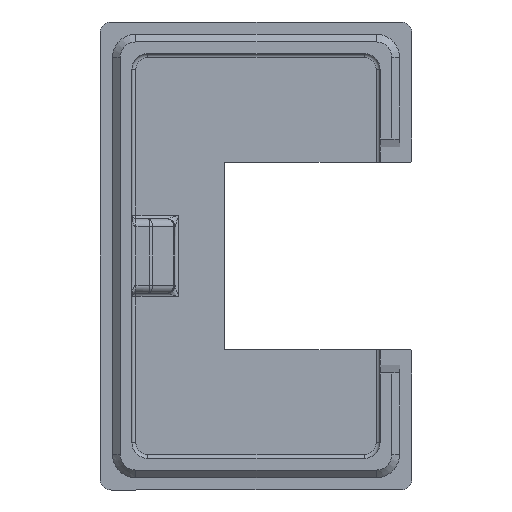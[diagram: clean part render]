
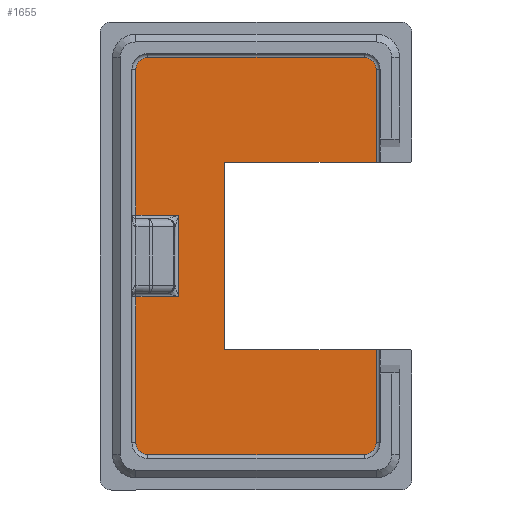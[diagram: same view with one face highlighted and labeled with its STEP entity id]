
A CAD part, left-side view. The second image highlights one B-rep face of the part: STEP entity #1655.
In plain terms, the highlighted planar face has unit normal (-1, 0, 0).
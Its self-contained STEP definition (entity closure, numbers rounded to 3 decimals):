
#32 = VERTEX_POINT ( 'NONE', #656 ) ;
#60 = LINE ( 'NONE', #1631, #2414 ) ;
#126 = CARTESIAN_POINT ( 'NONE',  ( -1., 15.4, 23.95 ) ) ;
#128 = CARTESIAN_POINT ( 'NONE',  ( -1., 13.9, -25.45 ) ) ;
#188 = VECTOR ( 'NONE', #2956, 1000. ) ;
#199 = CIRCLE ( 'NONE', #1033, 1.5 ) ;
#231 = ORIENTED_EDGE ( 'NONE', *, *, #298, .T. ) ;
#278 = DIRECTION ( 'NONE',  ( 0., 0., 1. ) ) ;
#298 = EDGE_CURVE ( 'NONE', #6133, #972, #4371, .T. ) ;
#321 = ORIENTED_EDGE ( 'NONE', *, *, #328, .T. ) ;
#328 = EDGE_CURVE ( 'NONE', #5114, #1404, #3315, .T. ) ;
#454 = CARTESIAN_POINT ( 'NONE',  ( -1., 10.4, 5.25 ) ) ;
#491 = LINE ( 'NONE', #2519, #5639 ) ;
#517 = EDGE_CURVE ( 'NONE', #3931, #4447, #6260, .T. ) ;
#533 = CARTESIAN_POINT ( 'NONE',  ( -1., -15.4, 12. ) ) ;
#540 = LINE ( 'NONE', #3151, #611 ) ;
#551 = ORIENTED_EDGE ( 'NONE', *, *, #517, .F. ) ;
#577 = VECTOR ( 'NONE', #6435, 1000. ) ;
#611 = VECTOR ( 'NONE', #1593, 1000. ) ;
#656 = CARTESIAN_POINT ( 'NONE',  ( -1., 15.4, -23.95 ) ) ;
#664 = ORIENTED_EDGE ( 'NONE', *, *, #3794, .T. ) ;
#691 = CARTESIAN_POINT ( 'NONE',  ( -1., 4., -12. ) ) ;
#709 = VERTEX_POINT ( 'NONE', #1890 ) ;
#741 = VERTEX_POINT ( 'NONE', #2894 ) ;
#897 = EDGE_CURVE ( 'NONE', #3413, #3381, #6016, .T. ) ;
#909 = CARTESIAN_POINT ( 'NONE',  ( -1., -13.9, 23.95 ) ) ;
#929 = CARTESIAN_POINT ( 'NONE',  ( -1., -15.4, 23.95 ) ) ;
#958 = CARTESIAN_POINT ( 'NONE',  ( -1., -13.9, 12. ) ) ;
#972 = VERTEX_POINT ( 'NONE', #6147 ) ;
#1000 = DIRECTION ( 'NONE',  ( -1., 0., 0. ) ) ;
#1004 = ORIENTED_EDGE ( 'NONE', *, *, #5497, .T. ) ;
#1007 = DIRECTION ( 'NONE',  ( 0., 0., -1. ) ) ;
#1016 = DIRECTION ( 'NONE',  ( 0., -1., 0. ) ) ;
#1033 = AXIS2_PLACEMENT_3D ( 'NONE', #6120, #1650, #3117 ) ;
#1063 = DIRECTION ( 'NONE',  ( 0., 0., -1. ) ) ;
#1103 = EDGE_CURVE ( 'NONE', #3381, #1394, #540, .T. ) ;
#1134 = EDGE_CURVE ( 'NONE', #709, #6133, #199, .T. ) ;
#1370 = AXIS2_PLACEMENT_3D ( 'NONE', #2656, #2626, #3243 ) ;
#1373 = DIRECTION ( 'NONE',  ( 0., 0., -1. ) ) ;
#1394 = VERTEX_POINT ( 'NONE', #4024 ) ;
#1403 = AXIS2_PLACEMENT_3D ( 'NONE', #3897, #3303, #4817 ) ;
#1404 = VERTEX_POINT ( 'NONE', #4581 ) ;
#1441 = VERTEX_POINT ( 'NONE', #533 ) ;
#1562 = VECTOR ( 'NONE', #1373, 1000. ) ;
#1593 = DIRECTION ( 'NONE',  ( 0., 1., 0. ) ) ;
#1602 = ORIENTED_EDGE ( 'NONE', *, *, #2240, .T. ) ;
#1631 = CARTESIAN_POINT ( 'NONE',  ( -1., -13.9, 25.45 ) ) ;
#1650 = DIRECTION ( 'NONE',  ( -1., 0., 0. ) ) ;
#1655 = ADVANCED_FACE ( 'NONE', ( #5859 ), #1813, .T. ) ;
#1787 = LINE ( 'NONE', #929, #4284 ) ;
#1813 = PLANE ( 'NONE',  #1403 ) ;
#1885 = AXIS2_PLACEMENT_3D ( 'NONE', #5167, #3768, #5722 ) ;
#1890 = CARTESIAN_POINT ( 'NONE',  ( -1., -13.9, -25.45 ) ) ;
#2003 = LINE ( 'NONE', #958, #5900 ) ;
#2090 = CARTESIAN_POINT ( 'NONE',  ( -1., 13.9, 25.45 ) ) ;
#2130 = EDGE_CURVE ( 'NONE', #741, #3413, #4442, .T. ) ;
#2215 = ORIENTED_EDGE ( 'NONE', *, *, #1134, .T. ) ;
#2217 = DIRECTION ( 'NONE',  ( 0., 0., -1. ) ) ;
#2240 = EDGE_CURVE ( 'NONE', #1394, #32, #5503, .T. ) ;
#2355 = CARTESIAN_POINT ( 'NONE',  ( -1., 9.9, 5.25 ) ) ;
#2414 = VECTOR ( 'NONE', #4628, 1000. ) ;
#2519 = CARTESIAN_POINT ( 'NONE',  ( -1., -13.9, -25.45 ) ) ;
#2626 = DIRECTION ( 'NONE',  ( -1., 0., 0. ) ) ;
#2634 = EDGE_LOOP ( 'NONE', ( #5347, #5320, #321, #1004, #3762, #664, #5030, #5480, #5996, #1602, #3509, #5677, #2215, #231, #3616, #551 ) ) ;
#2656 = CARTESIAN_POINT ( 'NONE',  ( -1., 13.9, -23.95 ) ) ;
#2745 = CARTESIAN_POINT ( 'NONE',  ( -1., 9.9, -5.25 ) ) ;
#2894 = CARTESIAN_POINT ( 'NONE',  ( -1., 15.4, 5.25 ) ) ;
#2956 = DIRECTION ( 'NONE',  ( 0., 0., 1. ) ) ;
#2986 = DIRECTION ( 'NONE',  ( 0., 0., 1. ) ) ;
#3117 = DIRECTION ( 'NONE',  ( 0., 0., 1. ) ) ;
#3151 = CARTESIAN_POINT ( 'NONE',  ( -1., -13.9, -5.25 ) ) ;
#3184 = VECTOR ( 'NONE', #1007, 1000. ) ;
#3186 = EDGE_CURVE ( 'NONE', #1441, #3931, #2003, .T. ) ;
#3243 = DIRECTION ( 'NONE',  ( 0., 0., 1. ) ) ;
#3286 = CARTESIAN_POINT ( 'NONE',  ( -1., 15.4, 23.95 ) ) ;
#3303 = DIRECTION ( 'NONE',  ( -1., 0., 0. ) ) ;
#3315 = CIRCLE ( 'NONE', #6128, 1.5 ) ;
#3381 = VERTEX_POINT ( 'NONE', #2745 ) ;
#3413 = VERTEX_POINT ( 'NONE', #2355 ) ;
#3467 = CARTESIAN_POINT ( 'NONE',  ( -1., -15.4, -23.95 ) ) ;
#3483 = CARTESIAN_POINT ( 'NONE',  ( -1., 15.4, 23.95 ) ) ;
#3509 = ORIENTED_EDGE ( 'NONE', *, *, #4100, .T. ) ;
#3605 = CARTESIAN_POINT ( 'NONE',  ( -1., 4., 12. ) ) ;
#3616 = ORIENTED_EDGE ( 'NONE', *, *, #4137, .F. ) ;
#3643 = VERTEX_POINT ( 'NONE', #126 ) ;
#3715 = VERTEX_POINT ( 'NONE', #2090 ) ;
#3762 = ORIENTED_EDGE ( 'NONE', *, *, #4082, .T. ) ;
#3768 = DIRECTION ( 'NONE',  ( -1., 0., 0. ) ) ;
#3794 = EDGE_CURVE ( 'NONE', #3643, #741, #5283, .T. ) ;
#3854 = VECTOR ( 'NONE', #1063, 1000. ) ;
#3897 = CARTESIAN_POINT ( 'NONE',  ( -1., -13.9, 23.95 ) ) ;
#3931 = VERTEX_POINT ( 'NONE', #3605 ) ;
#4024 = CARTESIAN_POINT ( 'NONE',  ( -1., 15.4, -5.25 ) ) ;
#4082 = EDGE_CURVE ( 'NONE', #3715, #3643, #4691, .T. ) ;
#4100 = EDGE_CURVE ( 'NONE', #32, #5542, #4173, .T. ) ;
#4137 = EDGE_CURVE ( 'NONE', #4447, #972, #4259, .T. ) ;
#4173 = CIRCLE ( 'NONE', #1370, 1.5 ) ;
#4259 = LINE ( 'NONE', #4616, #5006 ) ;
#4284 = VECTOR ( 'NONE', #278, 1000. ) ;
#4371 = LINE ( 'NONE', #6365, #188 ) ;
#4442 = LINE ( 'NONE', #454, #577 ) ;
#4447 = VERTEX_POINT ( 'NONE', #691 ) ;
#4581 = CARTESIAN_POINT ( 'NONE',  ( -1., -13.9, 25.45 ) ) ;
#4616 = CARTESIAN_POINT ( 'NONE',  ( -1., -13.9, -12. ) ) ;
#4628 = DIRECTION ( 'NONE',  ( 0., 1., 0. ) ) ;
#4691 = CIRCLE ( 'NONE', #1885, 1.5 ) ;
#4817 = DIRECTION ( 'NONE',  ( 0., 0., -1. ) ) ;
#4935 = DIRECTION ( 'NONE',  ( 0., 1., 0. ) ) ;
#5006 = VECTOR ( 'NONE', #6247, 1000. ) ;
#5030 = ORIENTED_EDGE ( 'NONE', *, *, #2130, .T. ) ;
#5114 = VERTEX_POINT ( 'NONE', #5302 ) ;
#5167 = CARTESIAN_POINT ( 'NONE',  ( -1., 13.9, 23.95 ) ) ;
#5187 = EDGE_CURVE ( 'NONE', #5542, #709, #491, .T. ) ;
#5283 = LINE ( 'NONE', #3286, #1562 ) ;
#5302 = CARTESIAN_POINT ( 'NONE',  ( -1., -15.4, 23.95 ) ) ;
#5305 = VECTOR ( 'NONE', #2217, 1000. ) ;
#5320 = ORIENTED_EDGE ( 'NONE', *, *, #6045, .T. ) ;
#5347 = ORIENTED_EDGE ( 'NONE', *, *, #3186, .F. ) ;
#5480 = ORIENTED_EDGE ( 'NONE', *, *, #897, .T. ) ;
#5497 = EDGE_CURVE ( 'NONE', #1404, #3715, #60, .T. ) ;
#5503 = LINE ( 'NONE', #3483, #3184 ) ;
#5524 = CARTESIAN_POINT ( 'NONE',  ( -1., 9.9, -4.75 ) ) ;
#5542 = VERTEX_POINT ( 'NONE', #128 ) ;
#5639 = VECTOR ( 'NONE', #1016, 1000. ) ;
#5677 = ORIENTED_EDGE ( 'NONE', *, *, #5187, .T. ) ;
#5722 = DIRECTION ( 'NONE',  ( 0., 0., 1. ) ) ;
#5764 = CARTESIAN_POINT ( 'NONE',  ( -1., 4., 23.95 ) ) ;
#5859 = FACE_OUTER_BOUND ( 'NONE', #2634, .T. ) ;
#5900 = VECTOR ( 'NONE', #4935, 1000. ) ;
#5996 = ORIENTED_EDGE ( 'NONE', *, *, #1103, .T. ) ;
#6016 = LINE ( 'NONE', #5524, #3854 ) ;
#6045 = EDGE_CURVE ( 'NONE', #1441, #5114, #1787, .T. ) ;
#6120 = CARTESIAN_POINT ( 'NONE',  ( -1., -13.9, -23.95 ) ) ;
#6128 = AXIS2_PLACEMENT_3D ( 'NONE', #909, #1000, #2986 ) ;
#6133 = VERTEX_POINT ( 'NONE', #3467 ) ;
#6147 = CARTESIAN_POINT ( 'NONE',  ( -1., -15.4, -12. ) ) ;
#6247 = DIRECTION ( 'NONE',  ( 0., -1., 0. ) ) ;
#6260 = LINE ( 'NONE', #5764, #5305 ) ;
#6365 = CARTESIAN_POINT ( 'NONE',  ( -1., -15.4, 23.95 ) ) ;
#6435 = DIRECTION ( 'NONE',  ( 0., -1., 0. ) ) ;
